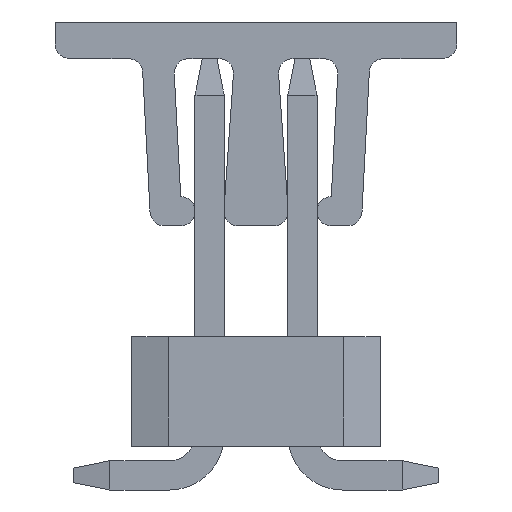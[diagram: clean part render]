
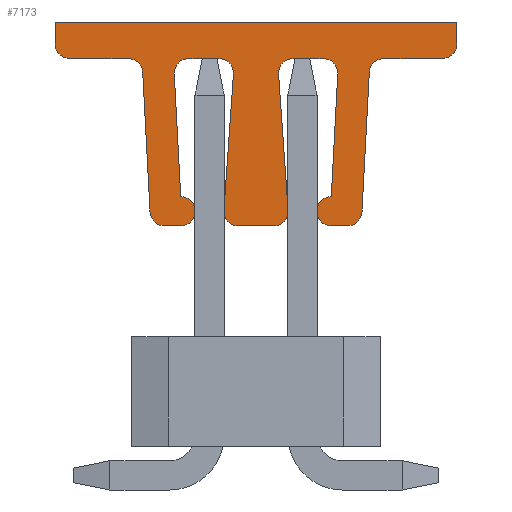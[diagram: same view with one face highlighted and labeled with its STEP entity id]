
A CAD part, left-side view. The second image highlights one B-rep face of the part: STEP entity #7173.
In plain terms, the highlighted face is planar.
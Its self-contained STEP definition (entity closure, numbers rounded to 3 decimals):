
#22=CIRCLE('',#7528,0.2);
#24=CIRCLE('',#7532,0.2);
#26=CIRCLE('',#7536,0.2);
#28=CIRCLE('',#7540,0.2);
#30=CIRCLE('',#7544,0.2);
#32=CIRCLE('',#7548,0.2);
#34=CIRCLE('',#7554,0.2);
#36=CIRCLE('',#7558,0.2);
#38=CIRCLE('',#7562,0.2);
#40=CIRCLE('',#7566,0.2);
#42=CIRCLE('',#7570,0.2);
#44=CIRCLE('',#7574,0.2);
#48=CIRCLE('',#7582,0.2);
#49=CIRCLE('',#7583,0.2);
#2166=ORIENTED_EDGE('',*,*,#3120,.F.);
#2167=ORIENTED_EDGE('',*,*,#3206,.T.);
#2168=ORIENTED_EDGE('',*,*,#3201,.T.);
#2169=ORIENTED_EDGE('',*,*,#3157,.T.);
#2170=ORIENTED_EDGE('',*,*,#3161,.T.);
#2171=ORIENTED_EDGE('',*,*,#3207,.T.);
#2172=ORIENTED_EDGE('',*,*,#3162,.T.);
#2173=ORIENTED_EDGE('',*,*,#3166,.T.);
#2174=ORIENTED_EDGE('',*,*,#3169,.T.);
#2175=ORIENTED_EDGE('',*,*,#3172,.T.);
#2176=ORIENTED_EDGE('',*,*,#3175,.T.);
#2177=ORIENTED_EDGE('',*,*,#3178,.T.);
#2178=ORIENTED_EDGE('',*,*,#3181,.T.);
#2179=ORIENTED_EDGE('',*,*,#3184,.T.);
#2180=ORIENTED_EDGE('',*,*,#3187,.T.);
#2181=ORIENTED_EDGE('',*,*,#3190,.T.);
#2182=ORIENTED_EDGE('',*,*,#3193,.T.);
#2183=ORIENTED_EDGE('',*,*,#3196,.T.);
#2184=ORIENTED_EDGE('',*,*,#3199,.T.);
#2185=ORIENTED_EDGE('',*,*,#3152,.T.);
#2186=ORIENTED_EDGE('',*,*,#3149,.T.);
#2187=ORIENTED_EDGE('',*,*,#3146,.T.);
#2188=ORIENTED_EDGE('',*,*,#3143,.T.);
#2189=ORIENTED_EDGE('',*,*,#3140,.T.);
#2190=ORIENTED_EDGE('',*,*,#3137,.T.);
#2191=ORIENTED_EDGE('',*,*,#3134,.T.);
#2192=ORIENTED_EDGE('',*,*,#3131,.T.);
#2193=ORIENTED_EDGE('',*,*,#3128,.T.);
#2194=ORIENTED_EDGE('',*,*,#3125,.T.);
#2195=ORIENTED_EDGE('',*,*,#3122,.T.);
#3120=EDGE_CURVE('',#3798,#3799,#4768,.T.);
#3122=EDGE_CURVE('',#3800,#3799,#22,.F.);
#3125=EDGE_CURVE('',#3802,#3800,#4771,.T.);
#3128=EDGE_CURVE('',#3804,#3802,#24,.T.);
#3131=EDGE_CURVE('',#3806,#3804,#4775,.T.);
#3134=EDGE_CURVE('',#3808,#3806,#26,.T.);
#3137=EDGE_CURVE('',#3810,#3808,#4779,.T.);
#3140=EDGE_CURVE('',#3812,#3810,#28,.F.);
#3143=EDGE_CURVE('',#3814,#3812,#4783,.T.);
#3146=EDGE_CURVE('',#3816,#3814,#30,.F.);
#3149=EDGE_CURVE('',#3818,#3816,#4787,.T.);
#3152=EDGE_CURVE('',#3820,#3818,#32,.T.);
#3157=EDGE_CURVE('',#3825,#3824,#4793,.T.);
#3161=EDGE_CURVE('',#3824,#3827,#4797,.T.);
#3162=EDGE_CURVE('',#3828,#3829,#4798,.T.);
#3166=EDGE_CURVE('',#3829,#3832,#34,.T.);
#3169=EDGE_CURVE('',#3832,#3834,#4803,.T.);
#3172=EDGE_CURVE('',#3834,#3836,#36,.T.);
#3175=EDGE_CURVE('',#3836,#3838,#4807,.T.);
#3178=EDGE_CURVE('',#3838,#3840,#38,.T.);
#3181=EDGE_CURVE('',#3840,#3842,#4811,.T.);
#3184=EDGE_CURVE('',#3842,#3844,#40,.T.);
#3187=EDGE_CURVE('',#3844,#3846,#4815,.T.);
#3190=EDGE_CURVE('',#3846,#3848,#42,.T.);
#3193=EDGE_CURVE('',#3848,#3850,#4819,.T.);
#3196=EDGE_CURVE('',#3850,#3852,#44,.T.);
#3199=EDGE_CURVE('',#3852,#3820,#4823,.T.);
#3201=EDGE_CURVE('',#3854,#3825,#4825,.T.);
#3206=EDGE_CURVE('',#3798,#3854,#48,.T.);
#3207=EDGE_CURVE('',#3827,#3828,#49,.T.);
#3798=VERTEX_POINT('',#11195);
#3799=VERTEX_POINT('',#11197);
#3800=VERTEX_POINT('',#11201);
#3802=VERTEX_POINT('',#11207);
#3804=VERTEX_POINT('',#11213);
#3806=VERTEX_POINT('',#11219);
#3808=VERTEX_POINT('',#11225);
#3810=VERTEX_POINT('',#11231);
#3812=VERTEX_POINT('',#11237);
#3814=VERTEX_POINT('',#11243);
#3816=VERTEX_POINT('',#11249);
#3818=VERTEX_POINT('',#11255);
#3820=VERTEX_POINT('',#11261);
#3824=VERTEX_POINT('',#11270);
#3825=VERTEX_POINT('',#11272);
#3827=VERTEX_POINT('',#11278);
#3828=VERTEX_POINT('',#11282);
#3829=VERTEX_POINT('',#11283);
#3832=VERTEX_POINT('',#11291);
#3834=VERTEX_POINT('',#11297);
#3836=VERTEX_POINT('',#11303);
#3838=VERTEX_POINT('',#11309);
#3840=VERTEX_POINT('',#11315);
#3842=VERTEX_POINT('',#11321);
#3844=VERTEX_POINT('',#11327);
#3846=VERTEX_POINT('',#11333);
#3848=VERTEX_POINT('',#11339);
#3850=VERTEX_POINT('',#11345);
#3852=VERTEX_POINT('',#11351);
#3854=VERTEX_POINT('',#11360);
#4768=LINE('',#11196,#5740);
#4771=LINE('',#11206,#5743);
#4775=LINE('',#11218,#5747);
#4779=LINE('',#11230,#5751);
#4783=LINE('',#11242,#5755);
#4787=LINE('',#11254,#5759);
#4793=LINE('',#11271,#5765);
#4797=LINE('',#11279,#5769);
#4798=LINE('',#11281,#5770);
#4803=LINE('',#11296,#5775);
#4807=LINE('',#11308,#5779);
#4811=LINE('',#11320,#5783);
#4815=LINE('',#11332,#5787);
#4819=LINE('',#11344,#5791);
#4823=LINE('',#11356,#5795);
#4825=LINE('',#11359,#5797);
#5740=VECTOR('',#9150,1000.);
#5743=VECTOR('',#9161,1000.);
#5747=VECTOR('',#9173,1000.);
#5751=VECTOR('',#9185,1000.);
#5755=VECTOR('',#9197,1000.);
#5759=VECTOR('',#9209,1000.);
#5765=VECTOR('',#9223,1000.);
#5769=VECTOR('',#9229,1000.);
#5770=VECTOR('',#9232,1000.);
#5775=VECTOR('',#9245,1000.);
#5779=VECTOR('',#9257,1000.);
#5783=VECTOR('',#9269,1000.);
#5787=VECTOR('',#9281,1000.);
#5791=VECTOR('',#9293,1000.);
#5795=VECTOR('',#9305,1000.);
#5797=VECTOR('',#9309,1000.);
#6159=EDGE_LOOP('',(#2166,#2167,#2168,#2169,#2170,#2171,#2172,#2173,#2174,
#2175,#2176,#2177,#2178,#2179,#2180,#2181,#2182,#2183,#2184,#2185,#2186,
#2187,#2188,#2189,#2190,#2191,#2192,#2193,#2194,#2195));
#6521=FACE_BOUND('',#6159,.T.);
#6841=PLANE('',#7581);
#7173=ADVANCED_FACE('',(#6521),#6841,.T.);
#7528=AXIS2_PLACEMENT_3D('',#11200,#9154,#9155);
#7532=AXIS2_PLACEMENT_3D('',#11212,#9166,#9167);
#7536=AXIS2_PLACEMENT_3D('',#11224,#9178,#9179);
#7540=AXIS2_PLACEMENT_3D('',#11236,#9190,#9191);
#7544=AXIS2_PLACEMENT_3D('',#11248,#9202,#9203);
#7548=AXIS2_PLACEMENT_3D('',#11260,#9214,#9215);
#7554=AXIS2_PLACEMENT_3D('',#11290,#9238,#9239);
#7558=AXIS2_PLACEMENT_3D('',#11302,#9250,#9251);
#7562=AXIS2_PLACEMENT_3D('',#11314,#9262,#9263);
#7566=AXIS2_PLACEMENT_3D('',#11326,#9274,#9275);
#7570=AXIS2_PLACEMENT_3D('',#11338,#9286,#9287);
#7574=AXIS2_PLACEMENT_3D('',#11350,#9298,#9299);
#7581=AXIS2_PLACEMENT_3D('',#11367,#9318,#9319);
#7582=AXIS2_PLACEMENT_3D('',#11368,#9320,#9321);
#7583=AXIS2_PLACEMENT_3D('',#11369,#9322,#9323);
#9150=DIRECTION('',(-1.,0.,0.));
#9154=DIRECTION('',(0.,-1.,0.));
#9155=DIRECTION('',(0.,0.,-1.));
#9161=DIRECTION('',(0.052,0.,0.999));
#9166=DIRECTION('',(0.,-1.,0.));
#9167=DIRECTION('',(0.,0.,-1.));
#9173=DIRECTION('',(1.,0.,0.));
#9178=DIRECTION('',(0.,-1.,0.));
#9179=DIRECTION('',(0.,0.,-1.));
#9185=DIRECTION('',(-0.052,0.,-0.999));
#9190=DIRECTION('',(0.,-1.,0.));
#9191=DIRECTION('',(0.,0.,-1.));
#9197=DIRECTION('',(1.,0.,0.));
#9202=DIRECTION('',(0.,-1.,0.));
#9203=DIRECTION('',(0.,0.,-1.));
#9209=DIRECTION('',(-0.07,0.,0.998));
#9214=DIRECTION('',(0.,-1.,0.));
#9215=DIRECTION('',(0.,0.,-1.));
#9223=DIRECTION('',(-1.,0.,0.));
#9229=DIRECTION('',(0.,0.,-1.));
#9232=DIRECTION('',(1.,0.,0.));
#9238=DIRECTION('',(0.,1.,0.));
#9239=DIRECTION('',(1.,0.,0.));
#9245=DIRECTION('',(0.052,0.,-0.999));
#9250=DIRECTION('',(0.,-1.,0.));
#9251=DIRECTION('',(1.,0.,0.));
#9257=DIRECTION('',(1.,0.,0.));
#9262=DIRECTION('',(0.,-1.,0.));
#9263=DIRECTION('',(-1.,0.,0.));
#9269=DIRECTION('',(-0.052,0.,0.999));
#9274=DIRECTION('',(0.,1.,0.));
#9275=DIRECTION('',(1.,0.,0.));
#9281=DIRECTION('',(1.,0.,0.));
#9286=DIRECTION('',(0.,1.,0.));
#9287=DIRECTION('',(-1.,0.,0.));
#9293=DIRECTION('',(-0.07,0.,-0.998));
#9298=DIRECTION('',(0.,-1.,0.));
#9299=DIRECTION('',(1.,0.,0.));
#9305=DIRECTION('',(1.,0.,0.));
#9309=DIRECTION('',(0.,0.,1.));
#9318=DIRECTION('',(0.,-1.,0.));
#9319=DIRECTION('',(0.,0.,-1.));
#9320=DIRECTION('',(0.,-1.,0.));
#9321=DIRECTION('',(0.,0.,-1.));
#9322=DIRECTION('',(0.,-1.,0.));
#9323=DIRECTION('',(0.,0.,-1.));
#11195=CARTESIAN_POINT('',(2.55,-3.25,0.9));
#11196=CARTESIAN_POINT('',(2.75,-3.25,0.9));
#11197=CARTESIAN_POINT('',(1.75,-3.25,0.9));
#11200=CARTESIAN_POINT('',(1.75,-3.25,0.7));
#11201=CARTESIAN_POINT('',(1.55,-3.25,0.71));
#11206=CARTESIAN_POINT('',(1.509,-3.25,-0.079));
#11207=CARTESIAN_POINT('',(1.45,-3.25,-1.2));
#11212=CARTESIAN_POINT('',(1.25,-3.25,-1.19));
#11213=CARTESIAN_POINT('',(1.25,-3.25,-1.39));
#11218=CARTESIAN_POINT('',(0.,-3.25,-1.39));
#11219=CARTESIAN_POINT('',(1.03,-3.25,-1.39));
#11224=CARTESIAN_POINT('',(1.03,-3.25,-1.19));
#11225=CARTESIAN_POINT('',(1.03,-3.25,-0.99));
#11230=CARTESIAN_POINT('',(1.079,-3.25,-0.057));
#11231=CARTESIAN_POINT('',(1.118,-3.25,0.686));
#11236=CARTESIAN_POINT('',(0.919,-3.25,0.7));
#11237=CARTESIAN_POINT('',(0.919,-3.25,0.9));
#11242=CARTESIAN_POINT('',(0.,-3.25,0.9));
#11243=CARTESIAN_POINT('',(0.509,-3.25,0.9));
#11248=CARTESIAN_POINT('',(0.509,-3.25,0.7));
#11249=CARTESIAN_POINT('',(0.309,-3.25,0.686));
#11254=CARTESIAN_POINT('',(0.355,-3.25,0.025));
#11255=CARTESIAN_POINT('',(0.439,-3.25,-1.176));
#11260=CARTESIAN_POINT('',(0.24,-3.25,-1.19));
#11261=CARTESIAN_POINT('',(0.24,-3.25,-1.39));
#11270=CARTESIAN_POINT('',(-2.75,-3.25,1.4));
#11271=CARTESIAN_POINT('',(2.75,-3.25,1.4));
#11272=CARTESIAN_POINT('',(2.75,-3.25,1.4));
#11278=CARTESIAN_POINT('',(-2.75,-3.25,1.1));
#11279=CARTESIAN_POINT('',(-2.75,-3.25,1.4));
#11281=CARTESIAN_POINT('',(-2.75,-3.25,0.9));
#11282=CARTESIAN_POINT('',(-2.55,-3.25,0.9));
#11283=CARTESIAN_POINT('',(-1.75,-3.25,0.9));
#11290=CARTESIAN_POINT('',(-1.75,-3.25,0.7));
#11291=CARTESIAN_POINT('',(-1.55,-3.25,0.71));
#11296=CARTESIAN_POINT('',(-1.55,-3.25,0.71));
#11297=CARTESIAN_POINT('',(-1.45,-3.25,-1.2));
#11302=CARTESIAN_POINT('',(-1.25,-3.25,-1.19));
#11303=CARTESIAN_POINT('',(-1.25,-3.25,-1.39));
#11308=CARTESIAN_POINT('',(-1.25,-3.25,-1.39));
#11309=CARTESIAN_POINT('',(-1.03,-3.25,-1.39));
#11314=CARTESIAN_POINT('',(-1.03,-3.25,-1.19));
#11315=CARTESIAN_POINT('',(-1.03,-3.25,-0.99));
#11320=CARTESIAN_POINT('',(-1.03,-3.25,-0.99));
#11321=CARTESIAN_POINT('',(-1.118,-3.25,0.686));
#11326=CARTESIAN_POINT('',(-0.919,-3.25,0.7));
#11327=CARTESIAN_POINT('',(-0.919,-3.25,0.9));
#11332=CARTESIAN_POINT('',(-0.919,-3.25,0.9));
#11333=CARTESIAN_POINT('',(-0.509,-3.25,0.9));
#11338=CARTESIAN_POINT('',(-0.509,-3.25,0.7));
#11339=CARTESIAN_POINT('',(-0.309,-3.25,0.686));
#11344=CARTESIAN_POINT('',(-0.309,-3.25,0.686));
#11345=CARTESIAN_POINT('',(-0.439,-3.25,-1.176));
#11350=CARTESIAN_POINT('',(-0.24,-3.25,-1.19));
#11351=CARTESIAN_POINT('',(-0.24,-3.25,-1.39));
#11356=CARTESIAN_POINT('',(-0.24,-3.25,-1.39));
#11359=CARTESIAN_POINT('',(2.75,-3.25,-1.4));
#11360=CARTESIAN_POINT('',(2.75,-3.25,1.1));
#11367=CARTESIAN_POINT('',(0.,-3.25,0.));
#11368=CARTESIAN_POINT('',(2.55,-3.25,1.1));
#11369=CARTESIAN_POINT('',(-2.55,-3.25,1.1));
